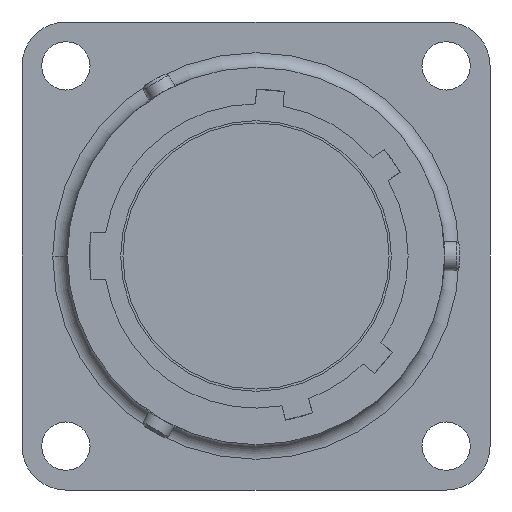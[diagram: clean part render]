
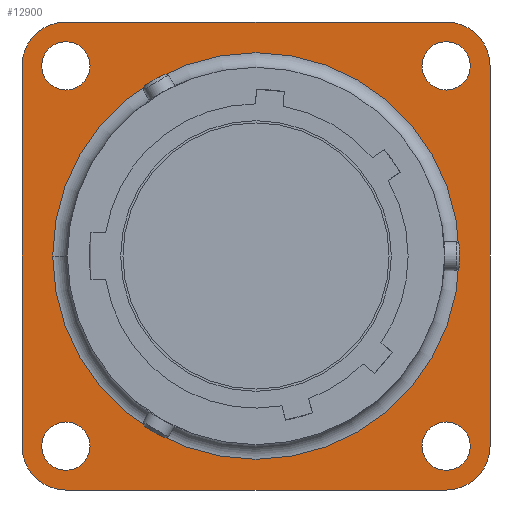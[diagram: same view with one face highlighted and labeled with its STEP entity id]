
A CAD part, left-side view. The second image highlights one B-rep face of the part: STEP entity #12900.
In plain terms, the highlighted planar face has unit normal (-1, 0, 0).
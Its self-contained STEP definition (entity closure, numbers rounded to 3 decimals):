
#11400=CARTESIAN_POINT('',(14.,17.7,0.));
#11410=DIRECTION('',(-1.,0.,0.));
#11420=DIRECTION('',(0.,1.,0.));
#11430=AXIS2_PLACEMENT_3D('',#11400,#11410,#11420);
#11440=PLANE('',#11430);
#11450=CARTESIAN_POINT('',(14.,0.,0.));
#11460=DIRECTION('',(-1.,0.,0.));
#11470=DIRECTION('',(0.,1.,0.));
#11480=AXIS2_PLACEMENT_3D('',#11450,#11460,#11470);
#11490=CIRCLE('',#11480,13.9);
#11500=CARTESIAN_POINT('',(14.,13.9,0.));
#11510=VERTEX_POINT('',#11500);
#11520=CARTESIAN_POINT('',(14.,-13.9,0.));
#11530=VERTEX_POINT('',#11520);
#11540=EDGE_CURVE('',#11510,#11530,#11490,.T.);
#11550=ORIENTED_EDGE('',*,*,#11540,.F.);
#11560=EDGE_CURVE('',#11530,#11510,#11490,.T.);
#11570=ORIENTED_EDGE('',*,*,#11560,.F.);
#11580=EDGE_LOOP('',(#11570,#11550));
#11590=FACE_BOUND('',#11580,.T.);
#11600=CARTESIAN_POINT('',(14.,13.,13.));
#11610=DIRECTION('',(-1.,0.,0.));
#11620=DIRECTION('',(0.,1.,0.));
#11630=AXIS2_PLACEMENT_3D('',#11600,#11610,#11620);
#11640=CIRCLE('',#11630,3.);
#11650=CARTESIAN_POINT('',(14.,13.,16.));
#11660=VERTEX_POINT('',#11650);
#11670=CARTESIAN_POINT('',(14.,16.,13.));
#11680=VERTEX_POINT('',#11670);
#11690=EDGE_CURVE('',#11660,#11680,#11640,.T.);
#11700=ORIENTED_EDGE('',*,*,#11690,.T.);
#11710=CARTESIAN_POINT('',(14.,0.,16.));
#11720=DIRECTION('',(0.,-1.,0.));
#11730=VECTOR('',#11720,1.);
#11740=LINE('',#11710,#11730);
#11750=CARTESIAN_POINT('',(14.,-13.,16.));
#11760=VERTEX_POINT('',#11750);
#11770=EDGE_CURVE('',#11660,#11760,#11740,.T.);
#11780=ORIENTED_EDGE('',*,*,#11770,.F.);
#11790=CARTESIAN_POINT('',(14.,-13.,13.));
#11800=DIRECTION('',(-1.,0.,0.));
#11810=DIRECTION('',(0.,1.,0.));
#11820=AXIS2_PLACEMENT_3D('',#11790,#11800,#11810);
#11830=CIRCLE('',#11820,3.);
#11840=CARTESIAN_POINT('',(14.,-16.,13.));
#11850=VERTEX_POINT('',#11840);
#11860=EDGE_CURVE('',#11850,#11760,#11830,.T.);
#11870=ORIENTED_EDGE('',*,*,#11860,.T.);
#11880=CARTESIAN_POINT('',(14.,-16.,0.));
#11890=DIRECTION('',(0.,0.,-1.));
#11900=VECTOR('',#11890,1.);
#11910=LINE('',#11880,#11900);
#11920=CARTESIAN_POINT('',(14.,-16.,-13.));
#11930=VERTEX_POINT('',#11920);
#11940=EDGE_CURVE('',#11850,#11930,#11910,.T.);
#11950=ORIENTED_EDGE('',*,*,#11940,.F.);
#11960=CARTESIAN_POINT('',(14.,-13.,-13.));
#11970=DIRECTION('',(1.,0.,0.));
#11980=DIRECTION('',(0.,-1.,0.));
#11990=AXIS2_PLACEMENT_3D('',#11960,#11970,#11980);
#12000=CIRCLE('',#11990,3.);
#12010=CARTESIAN_POINT('',(14.,-13.,-16.));
#12020=VERTEX_POINT('',#12010);
#12030=EDGE_CURVE('',#11930,#12020,#12000,.T.);
#12040=ORIENTED_EDGE('',*,*,#12030,.F.);
#12050=CARTESIAN_POINT('',(14.,0.,-16.));
#12060=DIRECTION('',(0.,1.,0.));
#12070=VECTOR('',#12060,1.);
#12080=LINE('',#12050,#12070);
#12090=CARTESIAN_POINT('',(14.,13.,-16.));
#12100=VERTEX_POINT('',#12090);
#12110=EDGE_CURVE('',#12020,#12100,#12080,.T.);
#12120=ORIENTED_EDGE('',*,*,#12110,.F.);
#12130=CARTESIAN_POINT('',(14.,13.,-13.));
#12140=DIRECTION('',(-1.,0.,0.));
#12150=DIRECTION('',(0.,1.,0.));
#12160=AXIS2_PLACEMENT_3D('',#12130,#12140,#12150);
#12170=CIRCLE('',#12160,3.);
#12180=CARTESIAN_POINT('',(14.,16.,-13.));
#12190=VERTEX_POINT('',#12180);
#12200=EDGE_CURVE('',#12190,#12100,#12170,.T.);
#12210=ORIENTED_EDGE('',*,*,#12200,.T.);
#12220=CARTESIAN_POINT('',(14.,16.,0.));
#12230=DIRECTION('',(0.,0.,1.));
#12240=VECTOR('',#12230,1.);
#12250=LINE('',#12220,#12240);
#12260=EDGE_CURVE('',#12190,#11680,#12250,.T.);
#12270=ORIENTED_EDGE('',*,*,#12260,.F.);
#12280=EDGE_LOOP('',(#12270,#12210,#12120,#12040,#11950,#11870,#11780,
#11700));
#12290=FACE_OUTER_BOUND('',#12280,.T.);
#12300=CARTESIAN_POINT('',(14.,-13.,-13.));
#12310=DIRECTION('',(-1.,0.,0.));
#12320=DIRECTION('',(0.,0.,-1.));
#12330=AXIS2_PLACEMENT_3D('',#12300,#12310,#12320);
#12340=CIRCLE('',#12330,1.65);
#12350=CARTESIAN_POINT('',(14.,-13.,-14.65));
#12360=VERTEX_POINT('',#12350);
#12370=CARTESIAN_POINT('',(14.,-13.,-11.35));
#12380=VERTEX_POINT('',#12370);
#12390=EDGE_CURVE('',#12360,#12380,#12340,.T.);
#12400=ORIENTED_EDGE('',*,*,#12390,.F.);
#12410=EDGE_CURVE('',#12380,#12360,#12340,.T.);
#12420=ORIENTED_EDGE('',*,*,#12410,.F.);
#12430=EDGE_LOOP('',(#12420,#12400));
#12440=FACE_BOUND('',#12430,.T.);
#12450=CARTESIAN_POINT('',(14.,13.,13.));
#12460=DIRECTION('',(-1.,0.,0.));
#12470=DIRECTION('',(0.,0.,1.));
#12480=AXIS2_PLACEMENT_3D('',#12450,#12460,#12470);
#12490=CIRCLE('',#12480,1.65);
#12500=CARTESIAN_POINT('',(14.,13.,14.65));
#12510=VERTEX_POINT('',#12500);
#12520=CARTESIAN_POINT('',(14.,13.,11.35));
#12530=VERTEX_POINT('',#12520);
#12540=EDGE_CURVE('',#12510,#12530,#12490,.T.);
#12550=ORIENTED_EDGE('',*,*,#12540,.F.);
#12560=EDGE_CURVE('',#12530,#12510,#12490,.T.);
#12570=ORIENTED_EDGE('',*,*,#12560,.F.);
#12580=EDGE_LOOP('',(#12570,#12550));
#12590=FACE_BOUND('',#12580,.T.);
#12600=CARTESIAN_POINT('',(14.,-13.,13.));
#12610=DIRECTION('',(1.,0.,0.));
#12620=DIRECTION('',(0.,0.,1.));
#12630=AXIS2_PLACEMENT_3D('',#12600,#12610,#12620);
#12640=CIRCLE('',#12630,1.65);
#12650=CARTESIAN_POINT('',(14.,-13.,14.65));
#12660=VERTEX_POINT('',#12650);
#12670=CARTESIAN_POINT('',(14.,-13.,11.35));
#12680=VERTEX_POINT('',#12670);
#12690=EDGE_CURVE('',#12660,#12680,#12640,.T.);
#12700=ORIENTED_EDGE('',*,*,#12690,.T.);
#12710=EDGE_CURVE('',#12680,#12660,#12640,.T.);
#12720=ORIENTED_EDGE('',*,*,#12710,.T.);
#12730=EDGE_LOOP('',(#12720,#12700));
#12740=FACE_BOUND('',#12730,.T.);
#12750=CARTESIAN_POINT('',(14.,13.,-13.));
#12760=DIRECTION('',(1.,0.,0.));
#12770=DIRECTION('',(0.,0.,-1.));
#12780=AXIS2_PLACEMENT_3D('',#12750,#12760,#12770);
#12790=CIRCLE('',#12780,1.65);
#12800=CARTESIAN_POINT('',(14.,13.,-14.65));
#12810=VERTEX_POINT('',#12800);
#12820=CARTESIAN_POINT('',(14.,13.,-11.35));
#12830=VERTEX_POINT('',#12820);
#12840=EDGE_CURVE('',#12810,#12830,#12790,.T.);
#12850=ORIENTED_EDGE('',*,*,#12840,.T.);
#12860=EDGE_CURVE('',#12830,#12810,#12790,.T.);
#12870=ORIENTED_EDGE('',*,*,#12860,.T.);
#12880=EDGE_LOOP('',(#12870,#12850));
#12890=FACE_BOUND('',#12880,.T.);
#12900=ADVANCED_FACE('',(#11590,#12290,#12440,#12590,#12740,#12890),
#11440,.T.);
